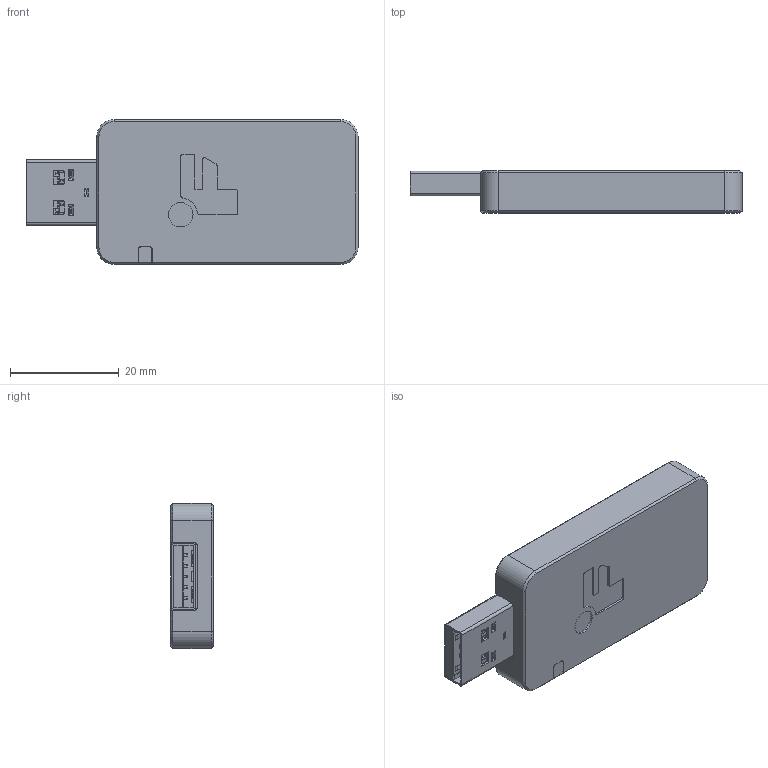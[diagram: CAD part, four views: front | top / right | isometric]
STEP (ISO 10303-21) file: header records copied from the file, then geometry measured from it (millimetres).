
FILE_DESCRIPTION(/* description */ ('USB225, 3D Model, Simplified'),/* implementation_level */ '2;1');
FILE_NAME(/* name */ 'USB225.stp',/* time_stamp */ '2021-07-30T10:10:52-07:00',/* author */ ('S. MICHEL'),/* organization */ (''),/* preprocessor_version */ 'ST-DEVELOPER v18.1',/* originating_system */ 'Autodesk Inventor 2020',/* authorisation */ '');
FILE_SCHEMA (('AUTOMOTIVE_DESIGN { 1 0 10303 214 3 1 1 }'));
Length unit declared in the file: inch
Products named in the file (1): USB225
Bounding box: 61.03 x 7.75 x 26.67 mm (x, y, z)
Volume: 10005.8 mm3; surface area: 5322.5 mm2
Topology: 1 solids, 19 shells, 1162 faces, 3450 edges, 2229 vertices
Faces by surface type: plane 835, cylinder 299, sphere 20, cone 8
Full cylindrical faces by diameter (mm): 4.51 x1
Entity records: 40356 total; most frequent: CARTESIAN_POINT 7215, ORIENTED_EDGE 6886, DIRECTION 6430, EDGE_CURVE 3464, LINE 2788, VECTOR 2788, VERTEX_POINT 2229, AXIS2_PLACEMENT_3D 1821
